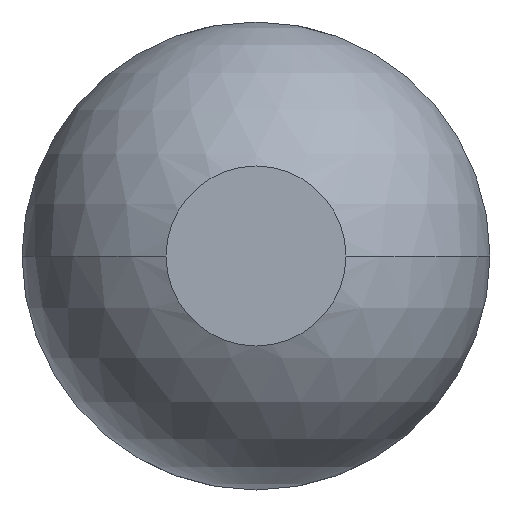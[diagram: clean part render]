
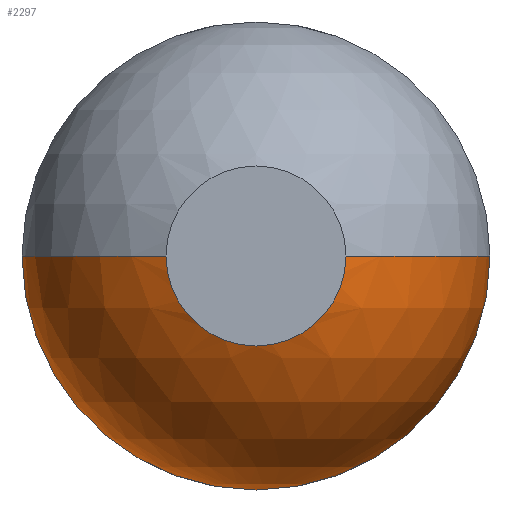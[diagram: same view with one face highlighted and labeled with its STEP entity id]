
A CAD part, front view. The second image highlights one B-rep face of the part: STEP entity #2297.
In plain terms, the highlighted spherical face has radius 0.39 mm.
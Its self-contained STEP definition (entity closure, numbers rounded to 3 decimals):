
#25 = ORIENTED_EDGE ( 'NONE', *, *, #2980, .F. ) ;
#32 = DIRECTION ( 'NONE',  ( 0., -1., 0. ) ) ;
#224 = AXIS2_PLACEMENT_3D ( 'NONE', #3386, #1389, #2716 ) ;
#366 = ORIENTED_EDGE ( 'NONE', *, *, #890, .F. ) ;
#367 = DIRECTION ( 'NONE',  ( 0., 1., 0. ) ) ;
#377 = DIRECTION ( 'NONE',  ( 1., 0., 0. ) ) ;
#404 = VERTEX_POINT ( 'NONE', #1933 ) ;
#585 = EDGE_CURVE ( 'NONE', #2340, #4186, #3676, .T. ) ;
#721 = CARTESIAN_POINT ( 'NONE',  ( 0.15, -36.3, 0. ) ) ;
#757 = DIRECTION ( 'NONE',  ( 0., 0., -1. ) ) ;
#762 = AXIS2_PLACEMENT_3D ( 'NONE', #1264, #1248, #4229 ) ;
#884 = FACE_OUTER_BOUND ( 'NONE', #4239, .T. ) ;
#890 = EDGE_CURVE ( 'Defeature ausgef�hrt1_8+Defeature ausgef�hrt1_4+Defeature ausgef�hrt1_4+Defeature ausgef�hrt1_4', #3075, #2340, #2172, .T. ) ;
#1053 = DIRECTION ( 'NONE',  ( 0., 0., -1. ) ) ;
#1171 = VERTEX_POINT ( 'NONE', #3497 ) ;
#1248 = DIRECTION ( 'NONE',  ( 0., -1., 0. ) ) ;
#1264 = CARTESIAN_POINT ( 'NONE',  ( 0., -36.3, 0. ) ) ;
#1307 = ORIENTED_EDGE ( 'NONE', *, *, #3968, .F. ) ;
#1389 = DIRECTION ( 'NONE',  ( 0., 0., -1. ) ) ;
#1641 = CARTESIAN_POINT ( 'NONE',  ( 0.39, -35.94, 0. ) ) ;
#1642 = CARTESIAN_POINT ( 'NONE',  ( 0., -35.94, 0. ) ) ;
#1767 = ORIENTED_EDGE ( 'NONE', *, *, #1779, .T. ) ;
#1779 = EDGE_CURVE ( 'NONE', #1171, #404, #3522, .T. ) ;
#1933 = CARTESIAN_POINT ( 'NONE',  ( -0.39, -35.94, 0. ) ) ;
#1961 = VERTEX_POINT ( 'NONE', #3479 ) ;
#1998 = CIRCLE ( 'NONE', #3620, 0.39 ) ;
#2135 = CIRCLE ( 'NONE', #2877, 0.39 ) ;
#2169 = AXIS2_PLACEMENT_3D ( 'NONE', #3113, #757, #2794 ) ;
#2172 = CIRCLE ( 'NONE', #762, 0.15 ) ;
#2212 = ORIENTED_EDGE ( 'NONE', *, *, #3720, .F. ) ;
#2297 = ADVANCED_FACE ( 'Defeature ausgef�hrt1_4', ( #884 ), #4097, .T. ) ;
#2340 = VERTEX_POINT ( 'NONE', #721 ) ;
#2353 = DIRECTION ( 'NONE',  ( 0., 0., 1. ) ) ;
#2666 = DIRECTION ( 'NONE',  ( 0., 0., 1. ) ) ;
#2682 = CIRCLE ( 'NONE', #3546, 0.15 ) ;
#2716 = DIRECTION ( 'NONE',  ( 1., 0., 0. ) ) ;
#2794 = DIRECTION ( 'NONE',  ( -1., 0., 0. ) ) ;
#2877 = AXIS2_PLACEMENT_3D ( 'NONE', #1642, #367, #2666 ) ;
#2980 = EDGE_CURVE ( 'Defeature ausgef�hrt1_5+Defeature ausgef�hrt1_4+Defeature ausgef�hrt1_4+Defeature ausgef�hrt1_4', #4186, #1961, #2135, .T. ) ;
#3001 = DIRECTION ( 'NONE',  ( 0., 1., 0. ) ) ;
#3043 = CARTESIAN_POINT ( 'NONE',  ( 0., -35.94, 0. ) ) ;
#3075 = VERTEX_POINT ( 'NONE', #4021 ) ;
#3113 = CARTESIAN_POINT ( 'NONE',  ( 0., -35.94, 0. ) ) ;
#3339 = CARTESIAN_POINT ( 'NONE',  ( 0., -36.3, 0. ) ) ;
#3386 = CARTESIAN_POINT ( 'NONE',  ( 0., -35.94, 0. ) ) ;
#3479 = CARTESIAN_POINT ( 'NONE',  ( 0., -35.94, -0.39 ) ) ;
#3497 = CARTESIAN_POINT ( 'NONE',  ( -0.15, -36.3, 0. ) ) ;
#3522 = CIRCLE ( 'NONE', #2169, 0.39 ) ;
#3546 = AXIS2_PLACEMENT_3D ( 'NONE', #3339, #32, #1053 ) ;
#3620 = AXIS2_PLACEMENT_3D ( 'NONE', #3043, #3001, #2353 ) ;
#3676 = CIRCLE ( 'NONE', #4121, 0.39 ) ;
#3720 = EDGE_CURVE ( 'Defeature ausgef�hrt1_5+Defeature ausgef�hrt1_4+Defeature ausgef�hrt1_4+Defeature ausgef�hrt1_4', #1961, #404, #1998, .T. ) ;
#3944 = ORIENTED_EDGE ( 'NONE', *, *, #585, .F. ) ;
#3968 = EDGE_CURVE ( 'Defeature ausgef�hrt1_8+Defeature ausgef�hrt1_4+Defeature ausgef�hrt1_4+Defeature ausgef�hrt1_4', #1171, #3075, #2682, .T. ) ;
#3989 = CARTESIAN_POINT ( 'NONE',  ( 0., -35.94, 0. ) ) ;
#4021 = CARTESIAN_POINT ( 'NONE',  ( 0., -36.3, -0.15 ) ) ;
#4044 = DIRECTION ( 'NONE',  ( 0., 0., 1. ) ) ;
#4097 = SPHERICAL_SURFACE ( 'NONE', #224, 0.39 ) ;
#4121 = AXIS2_PLACEMENT_3D ( 'NONE', #3989, #4044, #377 ) ;
#4186 = VERTEX_POINT ( 'NONE', #1641 ) ;
#4229 = DIRECTION ( 'NONE',  ( 0., 0., -1. ) ) ;
#4239 = EDGE_LOOP ( 'NONE', ( #1307, #1767, #2212, #25, #3944, #366 ) ) ;
